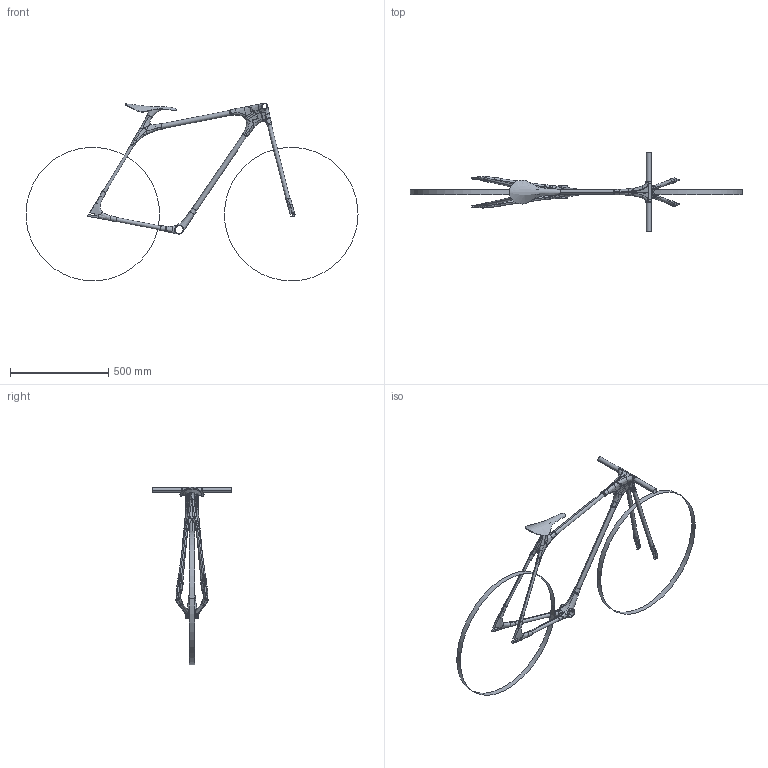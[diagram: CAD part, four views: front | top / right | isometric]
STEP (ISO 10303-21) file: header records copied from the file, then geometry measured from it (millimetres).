
FILE_DESCRIPTION(/* description */ (''),/* implementation_level */ '2;1');
FILE_NAME(/* name */ 'alle knotenpunkte wettbewerb',/* time_stamp */ '2017-03-15T18:28:04+01:00',/* author */ (''),/* organization */ (''),/* preprocessor_version */ 'ST-DEVELOPER v15',/* originating_system */ '',/* authorisation */ '');
FILE_SCHEMA (('AUTOMOTIVE_DESIGN'));
Length unit declared in the file: centimetre
Products named in the file (1): Document
Bounding box: 1690 x 400 x 904.28 mm (x, y, z)
Volume: 1408410.9 mm3; surface area: 638994.5 mm2
Topology: 9 solids, 20 shells, 494 faces, 1173 edges, 714 vertices
Faces by surface type: bspline 443, plane 51
Entity records: 86145 total; most frequent: CARTESIAN_POINT 79950, ORIENTED_EDGE 2294, EDGE_CURVE 1173, VERTEX_POINT 714, EDGE_LOOP 523, ADVANCED_FACE 494, FACE_OUTER_BOUND 494, B_SPLINE_CURVE_WITH_KNOTS 210
